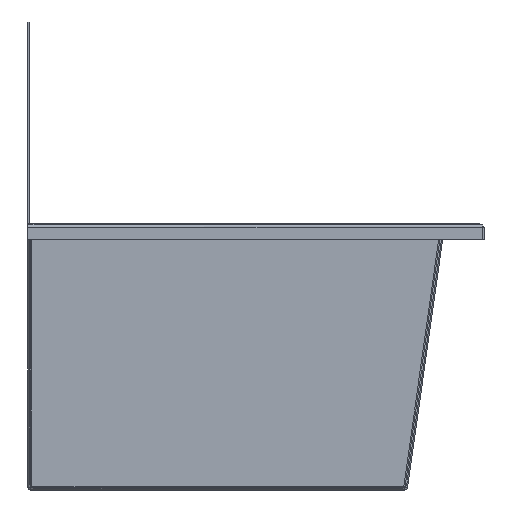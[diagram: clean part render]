
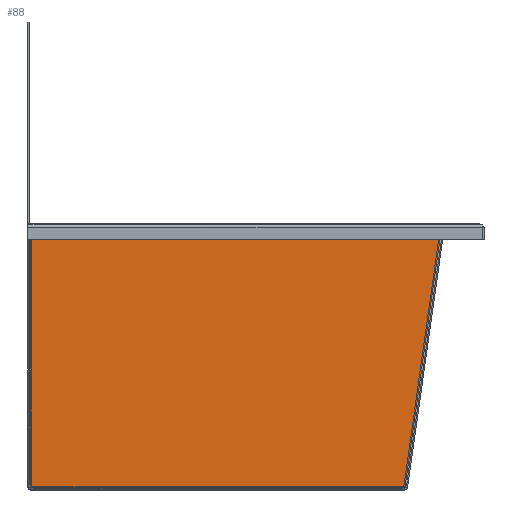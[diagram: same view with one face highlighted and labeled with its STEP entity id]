
A CAD part, left-side view. The second image highlights one B-rep face of the part: STEP entity #88.
In plain terms, the highlighted planar face has unit normal (-1, 0, 0).
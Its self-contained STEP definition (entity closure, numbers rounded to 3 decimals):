
#88 = ADVANCED_FACE( '', ( #233 ), #234, .F. );
#233 = FACE_OUTER_BOUND( '', #437, .T. );
#234 = PLANE( '', #438 );
#437 = EDGE_LOOP( '', ( #1067, #1068, #1069, #1070 ) );
#438 = AXIS2_PLACEMENT_3D( '', #1071, #1072, #1073 );
#1067 = ORIENTED_EDGE( '', *, *, #1621, .T. );
#1068 = ORIENTED_EDGE( '', *, *, #1622, .T. );
#1069 = ORIENTED_EDGE( '', *, *, #1623, .T. );
#1070 = ORIENTED_EDGE( '', *, *, #1624, .T. );
#1071 = CARTESIAN_POINT( '', ( -970., 155., 99. ) );
#1072 = DIRECTION( '', ( 1., 0., 0. ) );
#1073 = DIRECTION( '', ( 0., 1., 0. ) );
#1621 = EDGE_CURVE( '', #1840, #1841, #1842, .F. );
#1622 = EDGE_CURVE( '', #1841, #1843, #1844, .F. );
#1623 = EDGE_CURVE( '', #1843, #1845, #1846, .F. );
#1624 = EDGE_CURVE( '', #1845, #1840, #1847, .F. );
#1840 = VERTEX_POINT( '', #2155 );
#1841 = VERTEX_POINT( '', #2156 );
#1842 = LINE( '', #2157, #2158 );
#1843 = VERTEX_POINT( '', #2159 );
#1844 = LINE( '', #2160, #2161 );
#1845 = VERTEX_POINT( '', #2162 );
#1846 = LINE( '', #2163, #2164 );
#1847 = LINE( '', #2165, #2166 );
#2155 = CARTESIAN_POINT( '', ( -970., -152.57, 96.1 ) );
#2156 = CARTESIAN_POINT( '', ( -970., 153., 96.1 ) );
#2157 = CARTESIAN_POINT( '', ( -970., 155., 96.1 ) );
#2158 = VECTOR( '', #2706, 1000. );
#2159 = CARTESIAN_POINT( '', ( -970., 153., -97. ) );
#2160 = CARTESIAN_POINT( '', ( -970., 153., 99. ) );
#2161 = VECTOR( '', #2707, 1000. );
#2162 = CARTESIAN_POINT( '', ( -970., -125.263, -97. ) );
#2163 = CARTESIAN_POINT( '', ( -970., 155., -97. ) );
#2164 = VECTOR( '', #2708, 1000. );
#2165 = CARTESIAN_POINT( '', ( -970., -146.942, 56.301 ) );
#2166 = VECTOR( '', #2709, 1000. );
#2706 = DIRECTION( '', ( 0., -1., 0. ) );
#2707 = DIRECTION( '', ( 0., 0., 1. ) );
#2708 = DIRECTION( '', ( 0., 1., 0. ) );
#2709 = DIRECTION( '', ( 0., 0.14, -0.99 ) );
